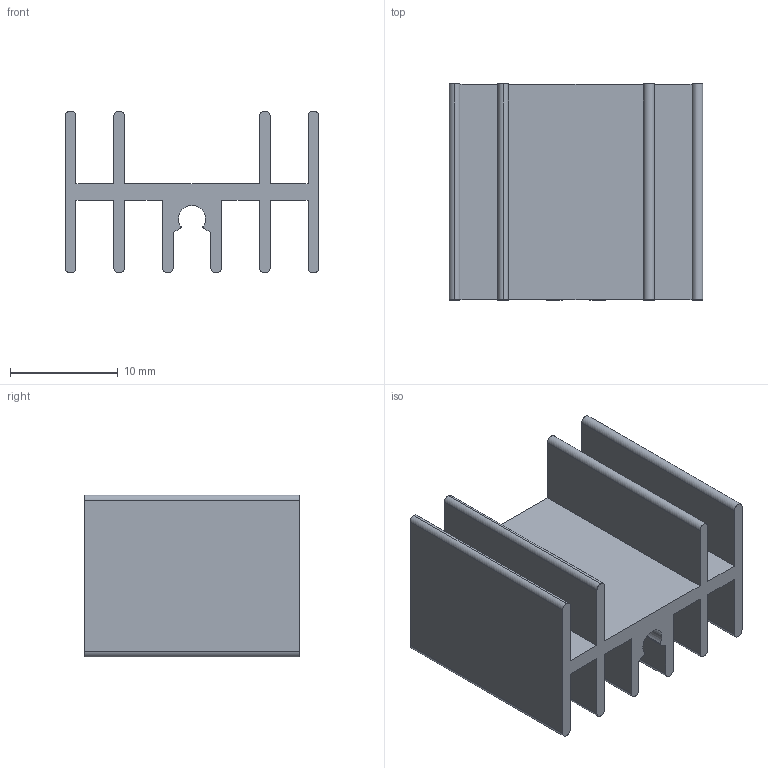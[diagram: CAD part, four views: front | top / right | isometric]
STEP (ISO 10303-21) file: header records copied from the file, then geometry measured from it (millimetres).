
FILE_DESCRIPTION (( 'STEP AP214' ), '1' );
FILE_NAME ('User Library-HS201-20.STEP', '2013-07-02T08:17:50', ( 'Windows User' ), ( '' ), 'SwSTEP 2.0', 'SolidWorks 2013', '' );
FILE_SCHEMA (( 'AUTOMOTIVE_DESIGN' ));
Length unit declared in the file: millimetre
Products named in the file (1): User Library-HS201-20
Bounding box: 23.5 x 20 x 15 mm (x, y, z)
Volume: 2132.8 mm3; surface area: 3784.1 mm2
Topology: 1 solids, 1 shells, 50 faces, 144 edges, 96 vertices
Faces by surface type: plane 29, cylinder 21
Entity records: 2234 total; most frequent: CARTESIAN_POINT 291, DIRECTION 288, ORIENTED_EDGE 288, EDGE_CURVE 144, LINE 102, VECTOR 102, VERTEX_POINT 96, AXIS2_PLACEMENT_3D 93
